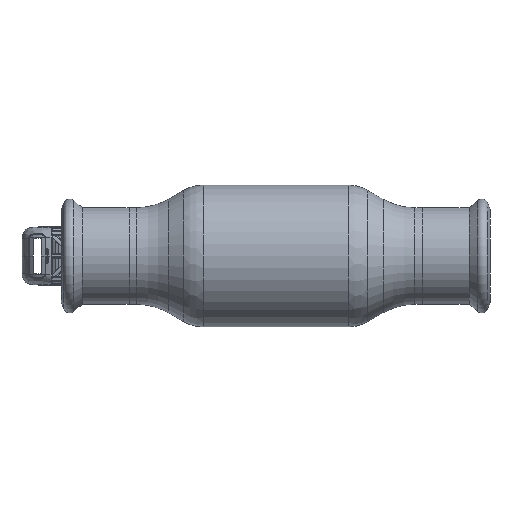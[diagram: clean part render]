
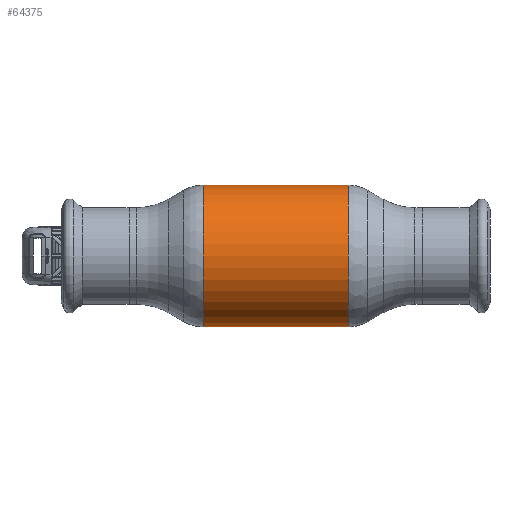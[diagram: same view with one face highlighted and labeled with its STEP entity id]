
A CAD part, front view. The second image highlights one B-rep face of the part: STEP entity #64375.
In plain terms, the highlighted cylindrical face has radius 33.34 mm (diameter 66.68 mm), a partial arc.
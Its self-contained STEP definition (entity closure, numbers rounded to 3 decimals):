
#577 = EDGE_CURVE ( 'NONE', #37000, #52163, #28850, .T. ) ;
#899 = DIRECTION ( 'NONE',  ( -1., 0., 0. ) ) ;
#2231 = DIRECTION ( 'NONE',  ( 0., 0., 1. ) ) ;
#2449 = CARTESIAN_POINT ( 'NONE',  ( -62.69, 0., 0. ) ) ;
#2951 = VERTEX_POINT ( 'NONE', #24262 ) ;
#3566 = CARTESIAN_POINT ( 'NONE',  ( -34.177, 0., -33.34 ) ) ;
#3907 = DIRECTION ( 'NONE',  ( -1., 0., 0. ) ) ;
#5903 = ORIENTED_EDGE ( 'NONE', *, *, #52422, .F. ) ;
#6270 = EDGE_CURVE ( 'NONE', #2951, #37000, #57731, .T. ) ;
#6348 = ORIENTED_EDGE ( 'NONE', *, *, #6270, .T. ) ;
#10015 = AXIS2_PLACEMENT_3D ( 'NONE', #14263, #61485, #55988 ) ;
#11557 = CYLINDRICAL_SURFACE ( 'NONE', #21527, 33.34 ) ;
#14263 = CARTESIAN_POINT ( 'NONE',  ( 34.177, 0., 0. ) ) ;
#21527 = AXIS2_PLACEMENT_3D ( 'NONE', #2449, #33728, #2231 ) ;
#24262 = CARTESIAN_POINT ( 'NONE',  ( 34.177, 0., -33.34 ) ) ;
#25953 = CARTESIAN_POINT ( 'NONE',  ( -62.69, 0., -33.34 ) ) ;
#27141 = CARTESIAN_POINT ( 'NONE',  ( -34.177, 0., 0. ) ) ;
#28850 = LINE ( 'NONE', #35418, #53593 ) ;
#28863 = FACE_OUTER_BOUND ( 'NONE', #40364, .T. ) ;
#28986 = LINE ( 'NONE', #25953, #61136 ) ;
#33728 = DIRECTION ( 'NONE',  ( -1., 0., 0. ) ) ;
#35418 = CARTESIAN_POINT ( 'NONE',  ( -62.69, 0., 33.34 ) ) ;
#37000 = VERTEX_POINT ( 'NONE', #56097 ) ;
#37714 = DIRECTION ( 'NONE',  ( 0., 0., 1. ) ) ;
#40364 = EDGE_LOOP ( 'NONE', ( #48173, #6348, #40433, #5903 ) ) ;
#40433 = ORIENTED_EDGE ( 'NONE', *, *, #577, .T. ) ;
#42870 = AXIS2_PLACEMENT_3D ( 'NONE', #27141, #899, #37714 ) ;
#46135 = EDGE_CURVE ( 'NONE', #2951, #66824, #28986, .T. ) ;
#48173 = ORIENTED_EDGE ( 'NONE', *, *, #46135, .F. ) ;
#52163 = VERTEX_POINT ( 'NONE', #67865 ) ;
#52422 = EDGE_CURVE ( 'NONE', #66824, #52163, #68236, .T. ) ;
#53593 = VECTOR ( 'NONE', #3907, 1000. ) ;
#55988 = DIRECTION ( 'NONE',  ( 0., 0., 1. ) ) ;
#56097 = CARTESIAN_POINT ( 'NONE',  ( 34.177, 0., 33.34 ) ) ;
#57269 = DIRECTION ( 'NONE',  ( -1., 0., 0. ) ) ;
#57731 = CIRCLE ( 'NONE', #10015, 33.34 ) ;
#61136 = VECTOR ( 'NONE', #57269, 1000. ) ;
#61485 = DIRECTION ( 'NONE',  ( -1., 0., 0. ) ) ;
#64375 = ADVANCED_FACE ( 'NONE', ( #28863 ), #11557, .T. ) ;
#66824 = VERTEX_POINT ( 'NONE', #3566 ) ;
#67865 = CARTESIAN_POINT ( 'NONE',  ( -34.177, 0., 33.34 ) ) ;
#68236 = CIRCLE ( 'NONE', #42870, 33.34 ) ;
